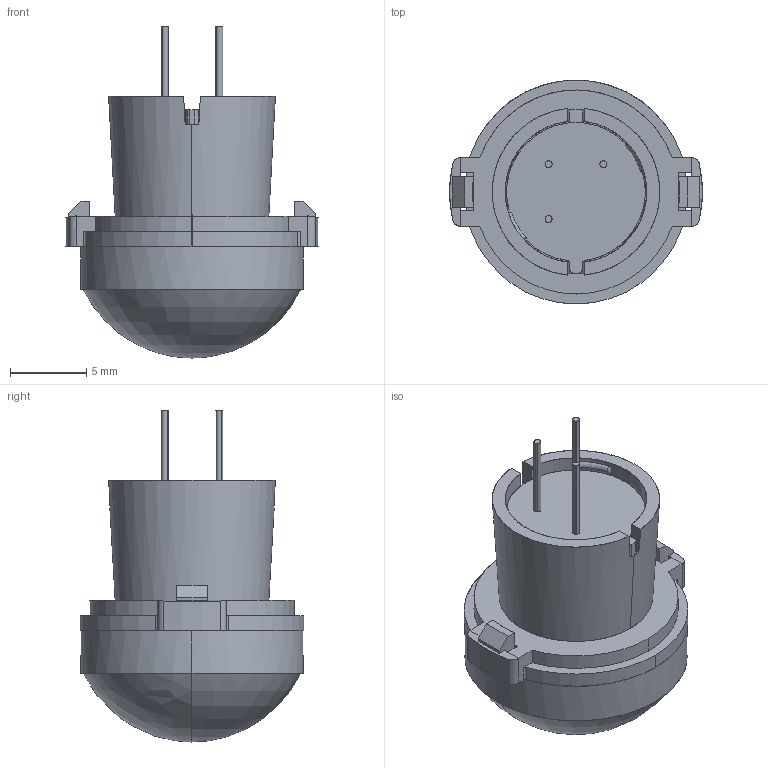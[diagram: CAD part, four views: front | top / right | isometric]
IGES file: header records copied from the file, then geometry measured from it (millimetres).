
Start section: SolidWorks IGES file using analytic representation for surfaces
Global section: file name: PaPIRs Slight motion detection type lens combine mode(simple)l.IGS; native system: SolidWorks 2014; preprocessor: SolidWorks 2014; author: 70G6348; date: 171106.120334; units: millimetre
Bounding box: 16.6 x 14.7 x 21.8 mm (x, y, z)
Surface area: 1550.9 mm2 (no closed solid volume)
Topology: 0 solids, 0 shells, 118 faces, 1296 edges, 1295 vertices
Faces by surface type: bspline 66, revolution 52
